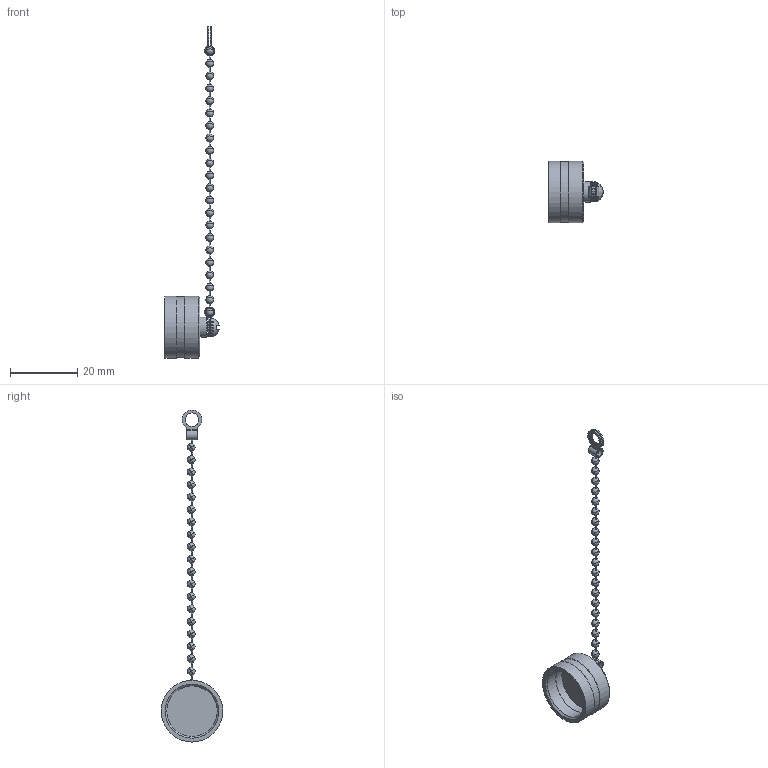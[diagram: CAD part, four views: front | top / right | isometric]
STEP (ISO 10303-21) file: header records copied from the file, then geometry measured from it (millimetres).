
FILE_DESCRIPTION(/* description */ (''),/* implementation_level */ '2;1');
FILE_NAME(/* name */ 'c091 00u000 152 2 unxc001-01.stp',/* time_stamp */ '2019-07-08T10:26:53+02:00',/* author */ (''),/* organization */ (''),/* preprocessor_version */ 'ST-DEVELOPER v16.7',/* originating_system */ 'SIEMENS PLM Software NX 12.0',/* authorisation */ '');
FILE_SCHEMA (('AUTOMOTIVE_DESIGN { 1 0 10303 214 3 1 1 1 }'));
Length unit declared in the file: millimetre
Products named in the file (2): c091 00u000 152 2 unxm001-01; c091 00u000 152 2 unxc001-01
Assembly tree (1 placements, depth 2):
  c091 00u000 152 2 unxc001-01
    c091 00u000 152 2 unxm001-01
Bounding box: 16.07 x 18.3 x 98.47 mm (x, y, z)
Volume: 1821.5 mm3; surface area: 2733.5 mm2
Topology: 4 solids, 4 shells, 219 faces, 573 edges, 323 vertices
Faces by surface type: sphere 88, cylinder 78, plane 43, bspline 6, cone 3, torus 1
Full cylindrical faces by diameter (mm): 2.5 x2, 4 x2, 5.4 x1, 6 x1, 15 x2, 15.06 x1, 18 x1, 18.3 x2
Entity records: 12714 total; most frequent: CARTESIAN_POINT 6765, ORIENTED_EDGE 950, DIRECTION 893, EDGE_CURVE 475, AXIS2_PLACEMENT_3D 401, VERTEX_POINT 319, EDGE_LOOP 282, ADVANCED_FACE 219
